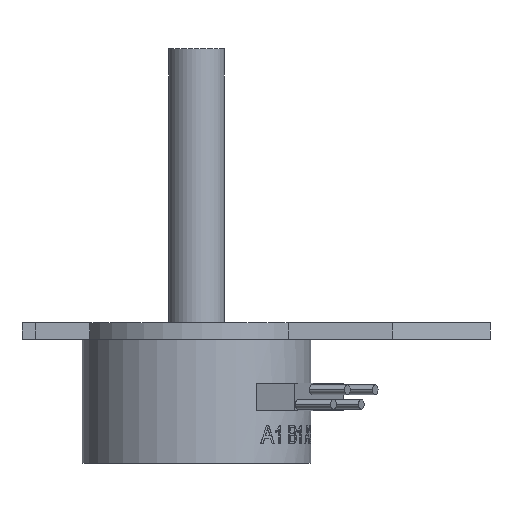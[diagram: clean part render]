
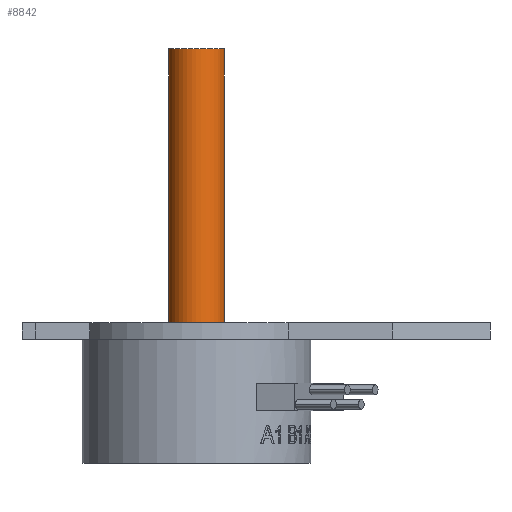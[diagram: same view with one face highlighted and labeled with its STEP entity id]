
A CAD part, front view. The second image highlights one B-rep face of the part: STEP entity #8842.
In plain terms, the highlighted cylindrical face has radius 0.85 mm (diameter 1.7 mm), a partial arc.
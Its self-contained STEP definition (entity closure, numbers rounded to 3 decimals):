
#37 = CIRCLE ( 'NONE', #8399, 0.85 ) ;
#558 = VERTEX_POINT ( 'NONE', #2814 ) ;
#645 = VERTEX_POINT ( 'NONE', #3275 ) ;
#711 = DIRECTION ( 'NONE',  ( 0., 0., -1. ) ) ;
#887 = ORIENTED_EDGE ( 'NONE', *, *, #981, .F. ) ;
#949 = DIRECTION ( 'NONE',  ( -1., 0., 0. ) ) ;
#981 = EDGE_CURVE ( 'NONE', #645, #558, #4904, .T. ) ;
#1085 = LINE ( 'NONE', #5120, #1436 ) ;
#1436 = VECTOR ( 'NONE', #711, 1000. ) ;
#1556 = CYLINDRICAL_SURFACE ( 'NONE', #2061, 0.85 ) ;
#1713 = VECTOR ( 'NONE', #3639, 1000. ) ;
#2061 = AXIS2_PLACEMENT_3D ( 'NONE', #2934, #3446, #949 ) ;
#2335 = ORIENTED_EDGE ( 'NONE', *, *, #5609, .F. ) ;
#2627 = AXIS2_PLACEMENT_3D ( 'NONE', #5508, #3976, #9077 ) ;
#2814 = CARTESIAN_POINT ( 'NONE',  ( 0.85, 0., 12.7 ) ) ;
#2823 = FACE_OUTER_BOUND ( 'NONE', #6020, .T. ) ;
#2934 = CARTESIAN_POINT ( 'NONE',  ( 0., 0., 12.7 ) ) ;
#3275 = CARTESIAN_POINT ( 'NONE',  ( -0.85, 0., 12.7 ) ) ;
#3446 = DIRECTION ( 'NONE',  ( 0., 0., -1. ) ) ;
#3639 = DIRECTION ( 'NONE',  ( 0., 0., -1. ) ) ;
#3976 = DIRECTION ( 'NONE',  ( 0., 0., 1. ) ) ;
#4469 = ORIENTED_EDGE ( 'NONE', *, *, #8234, .T. ) ;
#4904 = CIRCLE ( 'NONE', #2627, 0.85 ) ;
#4959 = VERTEX_POINT ( 'NONE', #7804 ) ;
#5001 = CARTESIAN_POINT ( 'NONE',  ( 0.85, 0., 12.7 ) ) ;
#5017 = CARTESIAN_POINT ( 'NONE',  ( 0., 0., 4.3 ) ) ;
#5120 = CARTESIAN_POINT ( 'NONE',  ( -0.85, 0., 12.7 ) ) ;
#5508 = CARTESIAN_POINT ( 'NONE',  ( 0., 0., 12.7 ) ) ;
#5609 = EDGE_CURVE ( 'NONE', #558, #9362, #5681, .T. ) ;
#5681 = LINE ( 'NONE', #5001, #1713 ) ;
#6020 = EDGE_LOOP ( 'NONE', ( #2335, #887, #6489, #4469 ) ) ;
#6489 = ORIENTED_EDGE ( 'NONE', *, *, #8757, .T. ) ;
#6539 = DIRECTION ( 'NONE',  ( 1., 0., 0. ) ) ;
#7804 = CARTESIAN_POINT ( 'NONE',  ( -0.85, 0., 4.3 ) ) ;
#8234 = EDGE_CURVE ( 'NONE', #4959, #9362, #37, .T. ) ;
#8312 = CARTESIAN_POINT ( 'NONE',  ( 0.85, 0., 4.3 ) ) ;
#8399 = AXIS2_PLACEMENT_3D ( 'NONE', #5017, #9438, #6539 ) ;
#8757 = EDGE_CURVE ( 'NONE', #645, #4959, #1085, .T. ) ;
#8842 = ADVANCED_FACE ( 'NONE', ( #2823 ), #1556, .T. ) ;
#9077 = DIRECTION ( 'NONE',  ( 1., 0., 0. ) ) ;
#9362 = VERTEX_POINT ( 'NONE', #8312 ) ;
#9438 = DIRECTION ( 'NONE',  ( 0., 0., 1. ) ) ;
